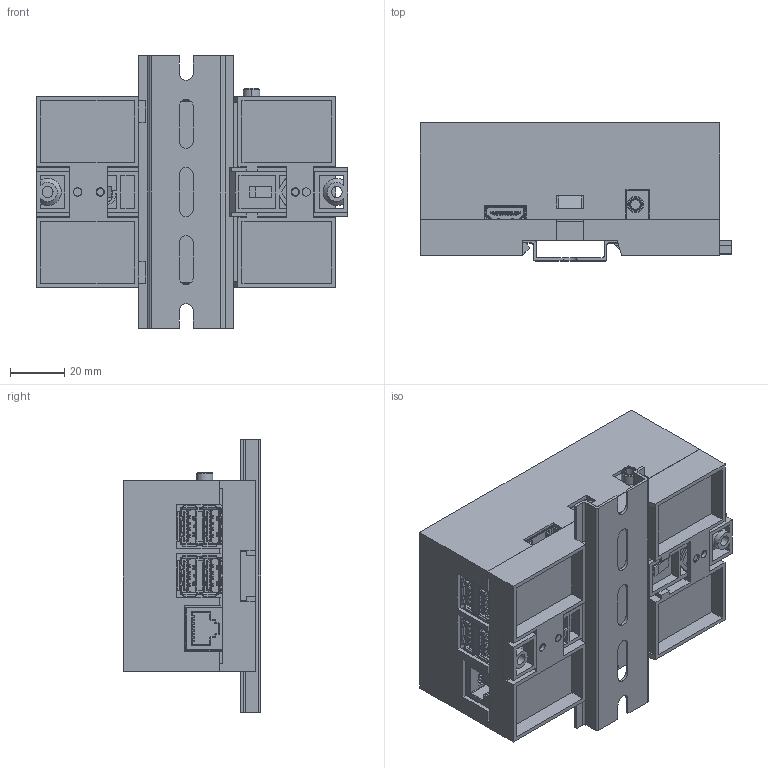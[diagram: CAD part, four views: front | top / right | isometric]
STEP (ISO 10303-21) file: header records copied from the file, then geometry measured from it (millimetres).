
FILE_DESCRIPTION (( 'STEP AP214' ), '1' );
FILE_NAME ('CEC-70.STEP', '2024-03-02T05:42:45', ( '' ), ( '' ), 'SwSTEP 2.0', 'SolidWorks 2017', '' );
FILE_SCHEMA (( 'AUTOMOTIVE_DESIGN' ));
Length unit declared in the file: millimetre
Products named in the file (36): USB3_IM_UPPER1; CECP-70; Screw-small; TopCover-CECC-70; HDMI_socket_large_pin_Valor predeterminado; HDMI_Socket; plastec_jack2; plastec_jack3; Audio Jack; Clip-Small; plastec_jack4; USB3_IM_LOWER; Base plate - MDB-70 - New; Dual USB Port; RJ45 Ethernet Port; Screw-smallest; SHORT_SHELL; HDMI_socket_small_pin_Valor predeterminado; Component1; USB3_CONTAC_LONG2; Base PCB-MDP-70-01; Shell; USB3_CON_LONG; USB3_CONTACT_LOWER; USB3_IM_LOWER1; USB3_CON_SHORT; USB3_SPACER; REAR_SHELL_SUS; USB3_IM_UPPER; HDMI_socket_inside; USB3_FRAME; HDMI_socket_cover; CEC-70; USB_FINGER; Rail-35; Clip-Big
Assembly tree (57 placements, depth 4):
  CEC-70
    Base plate - MDB-70 - New
    Clip-Small
    Clip-Big
    Base PCB-MDP-70-01
    Screw-small  x2
    Rail-35
    RJ45 Ethernet Port
      Shell
    Dual USB Port  x2
      REAR_SHELL_SUS
      SHORT_SHELL
      USB3_CON_LONG
      USB3_CON_SHORT
      USB3_FRAME
      USB3_IM_LOWER
        USB3_CONTACT_LOWER
        USB3_IM_LOWER1
      USB3_IM_UPPER
        USB3_CONTAC_LONG2
        USB3_IM_UPPER1
      USB3_SPACER
      USB_FINGER
    Audio Jack
      Component1
      plastec_jack2
      plastec_jack3
      plastec_jack4
    HDMI_Socket
      HDMI_socket_cover
      HDMI_socket_inside
      HDMI_socket_large_pin_Valor predeterminado  x10
      HDMI_socket_small_pin_Valor predeterminado  x9
    Screw-smallest  x4
    TopCover-CECC-70
    CECP-70
Bounding box: 114.3 x 50.55 x 100 mm (x, y, z)
Volume: 88184.7 mm3; surface area: 128023.1 mm2
Topology: 146 solids, 146 shells, 7356 faces, 19661 edges, 12585 vertices
Faces by surface type: plane 5062, cylinder 1754, bspline 356, cone 76, torus 72, sphere 36
Entity records: 150483 total; most frequent: CARTESIAN_POINT 32194, ORIENTED_EDGE 21968, DIRECTION 20269, EDGE_CURVE 10984, VECTOR 8579, LINE 8579, VERTEX_POINT 7007, AXIS2_PLACEMENT_3D 5845
